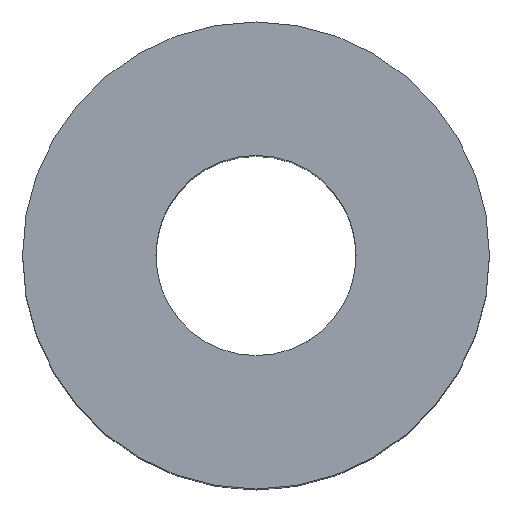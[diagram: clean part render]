
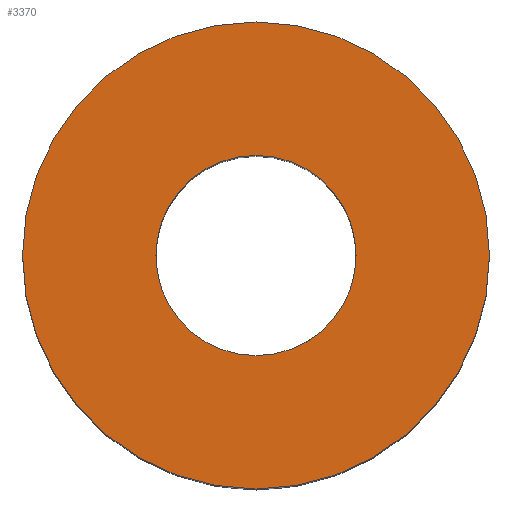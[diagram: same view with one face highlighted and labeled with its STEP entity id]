
A CAD part, top view. The second image highlights one B-rep face of the part: STEP entity #3370.
In plain terms, the highlighted planar face has unit normal (0, 0, 1).
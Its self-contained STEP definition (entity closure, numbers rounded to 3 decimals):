
#6 = CARTESIAN_POINT ( 'NONE',  ( 0., 0., 12. ) ) ;
#11 = AXIS2_PLACEMENT_3D ( 'NONE', #2119, #277, #841 ) ;
#37 = CARTESIAN_POINT ( 'NONE',  ( -3., 0., 12. ) ) ;
#259 = FACE_BOUND ( 'NONE', #2639, .T. ) ;
#260 = ORIENTED_EDGE ( 'NONE', *, *, #2230, .T. ) ;
#277 = DIRECTION ( 'NONE',  ( 0., 0., 1. ) ) ;
#421 = FACE_OUTER_BOUND ( 'NONE', #1294, .T. ) ;
#643 = CARTESIAN_POINT ( 'NONE',  ( 3., 0., 12. ) ) ;
#678 = EDGE_CURVE ( 'NONE', #1481, #3377, #1460, .T. ) ;
#841 = DIRECTION ( 'NONE',  ( 1., 0., 0. ) ) ;
#943 = ORIENTED_EDGE ( 'NONE', *, *, #3274, .T. ) ;
#1036 = CIRCLE ( 'NONE', #2559, 7. ) ;
#1221 = DIRECTION ( 'NONE',  ( -1., 0., 0. ) ) ;
#1294 = EDGE_LOOP ( 'NONE', ( #1363, #943 ) ) ;
#1305 = PLANE ( 'NONE',  #11 ) ;
#1344 = DIRECTION ( 'NONE',  ( 0., 0., -1. ) ) ;
#1348 = AXIS2_PLACEMENT_3D ( 'NONE', #3116, #1819, #1559 ) ;
#1363 = ORIENTED_EDGE ( 'NONE', *, *, #2247, .T. ) ;
#1460 = CIRCLE ( 'NONE', #2063, 3. ) ;
#1481 = VERTEX_POINT ( 'NONE', #37 ) ;
#1559 = DIRECTION ( 'NONE',  ( 1., 0., 0. ) ) ;
#1579 = CARTESIAN_POINT ( 'NONE',  ( 7., 0., 12. ) ) ;
#1587 = DIRECTION ( 'NONE',  ( -1., 0., 0. ) ) ;
#1819 = DIRECTION ( 'NONE',  ( 0., 0., 1. ) ) ;
#1853 = DIRECTION ( 'NONE',  ( 1., 0., 0. ) ) ;
#1880 = DIRECTION ( 'NONE',  ( 0., 0., 1. ) ) ;
#2004 = DIRECTION ( 'NONE',  ( 0., 0., -1. ) ) ;
#2063 = AXIS2_PLACEMENT_3D ( 'NONE', #2260, #2004, #1221 ) ;
#2119 = CARTESIAN_POINT ( 'NONE',  ( 0., 0., 12. ) ) ;
#2230 = EDGE_CURVE ( 'NONE', #3377, #1481, #2615, .T. ) ;
#2247 = EDGE_CURVE ( 'NONE', #2667, #2268, #1036, .T. ) ;
#2260 = CARTESIAN_POINT ( 'NONE',  ( 0., 0., 12. ) ) ;
#2265 = ORIENTED_EDGE ( 'NONE', *, *, #678, .T. ) ;
#2268 = VERTEX_POINT ( 'NONE', #1579 ) ;
#2490 = AXIS2_PLACEMENT_3D ( 'NONE', #2914, #1344, #1587 ) ;
#2559 = AXIS2_PLACEMENT_3D ( 'NONE', #6, #1880, #1853 ) ;
#2615 = CIRCLE ( 'NONE', #2490, 3. ) ;
#2639 = EDGE_LOOP ( 'NONE', ( #2265, #260 ) ) ;
#2667 = VERTEX_POINT ( 'NONE', #3318 ) ;
#2914 = CARTESIAN_POINT ( 'NONE',  ( 0., 0., 12. ) ) ;
#2999 = CIRCLE ( 'NONE', #1348, 7. ) ;
#3116 = CARTESIAN_POINT ( 'NONE',  ( 0., 0., 12. ) ) ;
#3274 = EDGE_CURVE ( 'NONE', #2268, #2667, #2999, .T. ) ;
#3318 = CARTESIAN_POINT ( 'NONE',  ( -7., 0., 12. ) ) ;
#3370 = ADVANCED_FACE ( 'NONE', ( #259, #421 ), #1305, .T. ) ;
#3377 = VERTEX_POINT ( 'NONE', #643 ) ;
